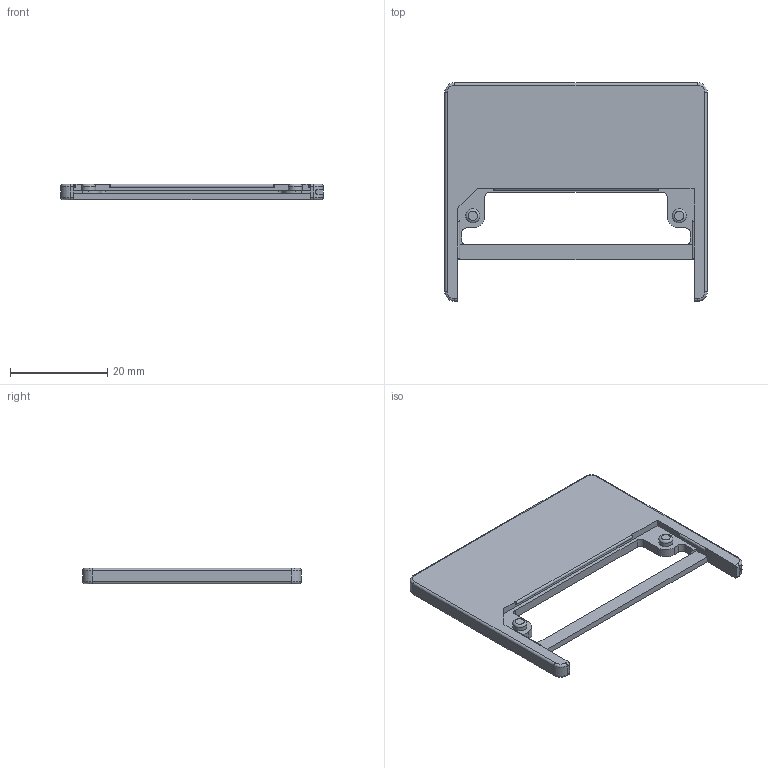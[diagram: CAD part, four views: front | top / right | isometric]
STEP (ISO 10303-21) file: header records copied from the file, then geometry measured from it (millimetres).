
FILE_DESCRIPTION(('FreeCAD Model'),'2;1');
FILE_NAME( 'WP-2_IC_Card_Carrier_v004.step', '2020-10-05T04:00:48',('FreeCAD'),('FreeCAD'), 'Open CASCADE STEP processor 7.3','FreeCAD','Unknown');
FILE_SCHEMA(('AUTOMOTIVE_DESIGN { 1 0 10303 214 1 1 1 1 }'));
Length unit declared in the file: millimetre
Products named in the file (3): Open CASCADE STEP translator 7.3 4; Open CASCADE STEP translator 7.3 4.1; Open CASCADE STEP translator 7.3 4.1.1
Assembly tree (2 placements, depth 3):
  Open CASCADE STEP translator 7.3 4
    Open CASCADE STEP translator 7.3 4.1
      Open CASCADE STEP translator 7.3 4.1.1
Bounding box: 54 x 45 x 3.2 mm (x, y, z)
Volume: 4575.8 mm3; surface area: 4006 mm2
Topology: 1 solids, 1 shells, 83 faces, 220 edges, 140 vertices
Faces by surface type: plane 36, cylinder 29, torus 10, revolution 8
Full cylindrical faces by diameter (mm): 2.9 x2
Entity records: 2902 total; most frequent: CARTESIAN_POINT 750, DIRECTION 452, ORIENTED_EDGE 440, EDGE_CURVE 220, AXIS2_PLACEMENT_3D 160, VERTEX_POINT 140, LINE 124, VECTOR 124
